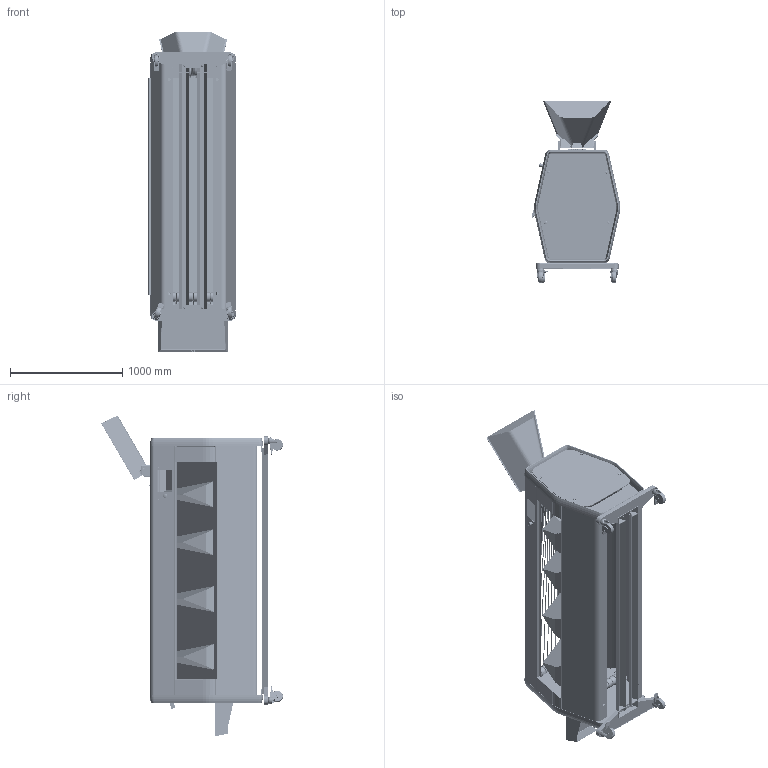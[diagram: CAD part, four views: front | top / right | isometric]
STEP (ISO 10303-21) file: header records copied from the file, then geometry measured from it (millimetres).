
FILE_DESCRIPTION (( 'STEP AP214' ), '1' );
FILE_NAME ('15-00-004200-DEFEATURE.STEP', '2021-06-02T12:48:20', ( '' ), ( '' ), 'SwSTEP 2.0', 'SolidWorks 2019', '' );
FILE_SCHEMA (( 'AUTOMOTIVE_DESIGN' ));
Length unit declared in the file: inch
Products named in the file (1): 15-00-004200-DEFEATURE
Bounding box: 788.75 x 1618.84 x 2857.49 mm (x, y, z)
Volume: 40334000.5 mm3; surface area: 29071980 mm2
Topology: 286 solids, 286 shells, 9097 faces, 23225 edges, 14471 vertices
Faces by surface type: plane 3720, cylinder 3178, cone 1060, torus 656, bspline 302, sphere 181
Entity records: 355883 total; most frequent: CARTESIAN_POINT 134085, DIRECTION 45248, ORIENTED_EDGE 45142, EDGE_CURVE 22571, AXIS2_PLACEMENT_3D 16450, VERTEX_POINT 14255, VECTOR 12348, LINE 12348
